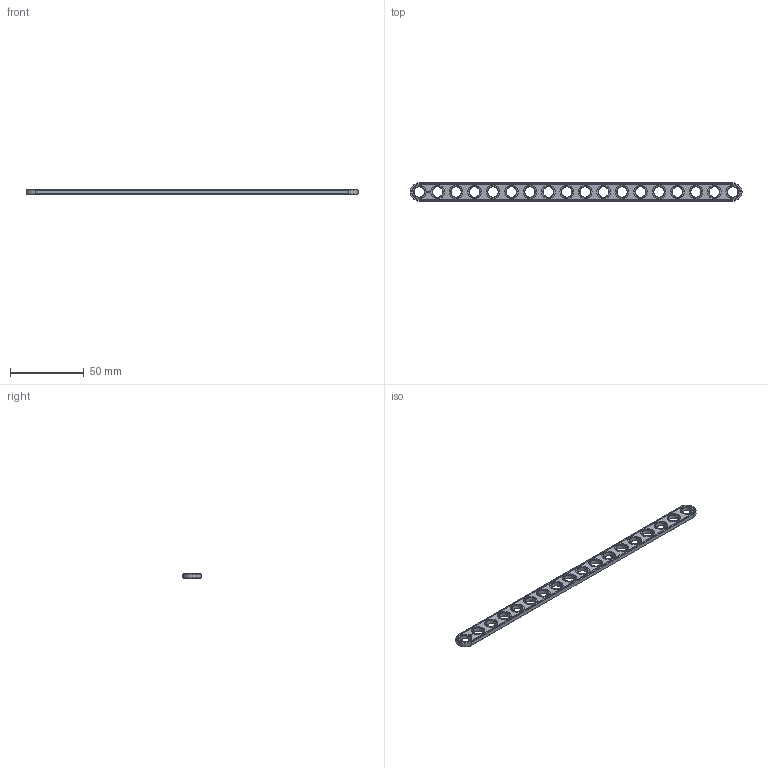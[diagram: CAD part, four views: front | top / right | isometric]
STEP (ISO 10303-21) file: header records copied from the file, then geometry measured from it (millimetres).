
FILE_DESCRIPTION(('FreeCAD Model'),'2;1');
FILE_NAME('Open CASCADE Shape Model','2021-03-06T13:29:18',( 'Paulo Kiefe'),('STEMFIE.org'),'Open CASCADE STEP processor 7.4', 'FreeCAD','Unknown');
FILE_SCHEMA(('AUTOMOTIVE_DESIGN { 1 0 10303 214 1 1 1 1 }'));
Length unit declared in the file: millimetre
Products named in the file (1): Brace_STR_STD_ERR_BU18x01x00.25_-_SPN-BRC-0017_(stemfie.org)
Bounding box: 225 x 12.5 x 3.12 mm (x, y, z)
Volume: 6226 mm3; surface area: 6758.5 mm2
Topology: 1 solids, 1 shells, 586 faces, 1552 edges, 1020 vertices
Faces by surface type: plane 340, extrusion 166, cone 40, cylinder 40
Full cylindrical faces by diameter (mm): 7 x18, 9.2 x18
Entity records: 39539 total; most frequent: CARTESIAN_POINT 9458, DIRECTION 4918, VECTOR 3774, LINE 3608, ORIENTED_EDGE 3104, PCURVE 3104, DEFINITIONAL_REPRESENTATION 3104, EDGE_CURVE 1552
